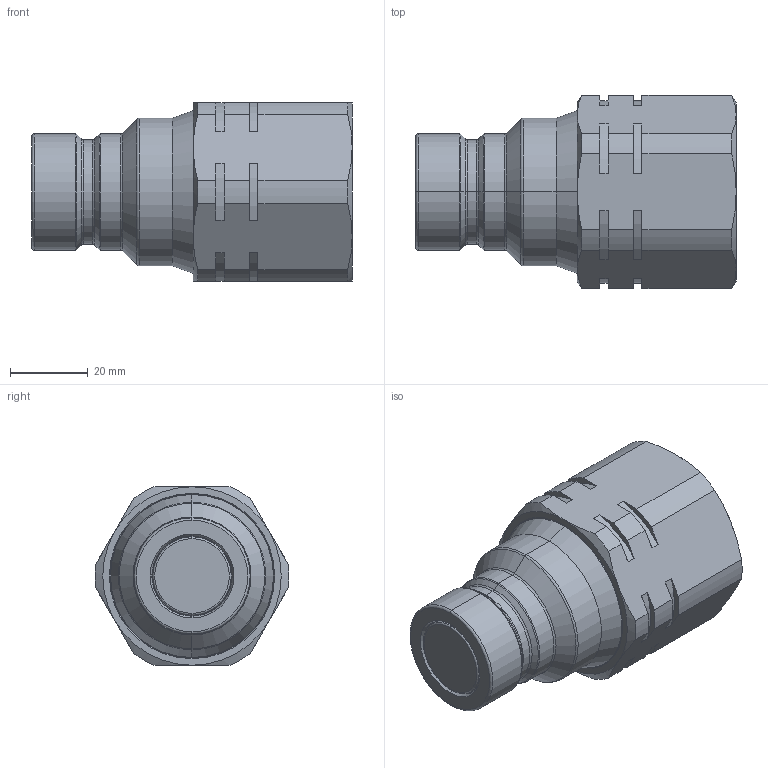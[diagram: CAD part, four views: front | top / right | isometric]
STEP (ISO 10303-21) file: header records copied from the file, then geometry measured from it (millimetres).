
FILE_DESCRIPTION (( 'STEP AP214' ), '1' );
FILE_NAME ('IF7520-100RV.STEP', '2013-03-06T15:30:25', ( 'admin' ), ( 'Microsoft' ), 'SwSTEP 2.0', 'SolidWorks 2009', '' );
FILE_SCHEMA (( 'AUTOMOTIVE_DESIGN' ));
Length unit declared in the file: millimetre
Products named in the file (1): IF7520-100RV
Bounding box: 82.6 x 49.96 x 46 mm (x, y, z)
Volume: 91353.2 mm3; surface area: 18119.1 mm2
Topology: 1 solids, 2 shells, 147 faces, 350 edges, 210 vertices
Faces by surface type: cylinder 54, cone 38, plane 37, torus 18
Entity records: 4353 total; most frequent: CARTESIAN_POINT 852, DIRECTION 790, ORIENTED_EDGE 700, EDGE_CURVE 350, AXIS2_PLACEMENT_3D 316, VERTEX_POINT 210, CIRCLE 168, VECTOR 158
